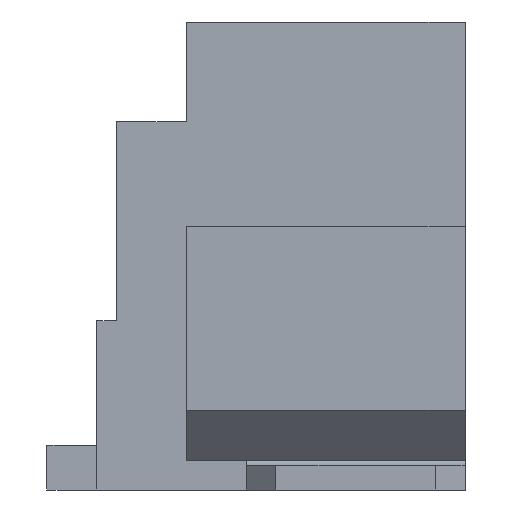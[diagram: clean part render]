
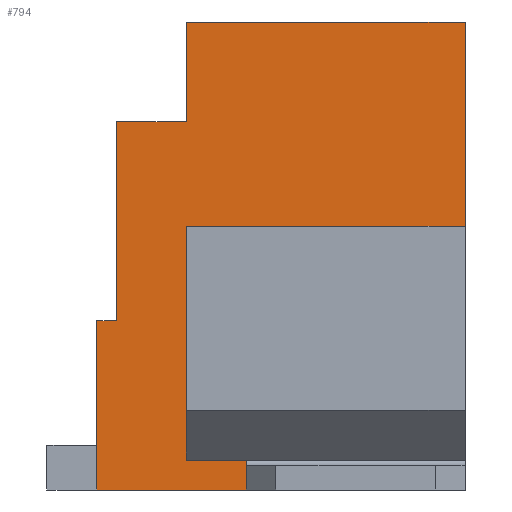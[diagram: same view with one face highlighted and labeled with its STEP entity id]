
A CAD part, left-side view. The second image highlights one B-rep face of the part: STEP entity #794.
In plain terms, the highlighted planar face has unit normal (-1, 0, 0).
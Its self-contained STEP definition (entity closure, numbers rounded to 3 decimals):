
#32 = VERTEX_POINT('',#33);
#33 = CARTESIAN_POINT('',(-5.25,0.2,4.7));
#39 = EDGE_CURVE('',#32,#40,#42,.T.);
#40 = VERTEX_POINT('',#41);
#41 = CARTESIAN_POINT('',(-5.25,-2.6,4.7));
#42 = LINE('',#43,#44);
#43 = CARTESIAN_POINT('',(-5.25,1.1,4.7));
#44 = VECTOR('',#45,1.);
#45 = DIRECTION('',(0.,-1.,0.));
#183 = VERTEX_POINT('',#184);
#184 = CARTESIAN_POINT('',(-5.25,-2.6,0.35));
#190 = EDGE_CURVE('',#183,#191,#193,.T.);
#191 = VERTEX_POINT('',#192);
#192 = CARTESIAN_POINT('',(-5.25,-2.6,0.));
#193 = LINE('',#194,#195);
#194 = CARTESIAN_POINT('',(-5.25,-2.6,1.6));
#195 = VECTOR('',#196,1.);
#196 = DIRECTION('',(0.,0.,-1.));
#703 = EDGE_CURVE('',#704,#40,#706,.T.);
#704 = VERTEX_POINT('',#705);
#705 = CARTESIAN_POINT('',(-5.25,-2.6,2.65));
#706 = LINE('',#707,#708);
#707 = CARTESIAN_POINT('',(-5.25,-2.6,0.));
#708 = VECTOR('',#709,1.);
#709 = DIRECTION('',(0.,0.,1.));
#794 = ADVANCED_FACE('',(#795),#884,.T.);
#795 = FACE_BOUND('',#796,.T.);
#796 = EDGE_LOOP('',(#797,#807,#813,#814,#822,#830,#838,#846,#852,#853,
#854,#862,#870,#878));
#797 = ORIENTED_EDGE('',*,*,#798,.F.);
#798 = EDGE_CURVE('',#799,#801,#803,.T.);
#799 = VERTEX_POINT('',#800);
#800 = CARTESIAN_POINT('',(-5.25,1.1,0.));
#801 = VERTEX_POINT('',#802);
#802 = CARTESIAN_POINT('',(-5.25,1.1,1.7));
#803 = LINE('',#804,#805);
#804 = CARTESIAN_POINT('',(-5.25,1.1,0.));
#805 = VECTOR('',#806,1.);
#806 = DIRECTION('',(0.,0.,1.));
#807 = ORIENTED_EDGE('',*,*,#808,.T.);
#808 = EDGE_CURVE('',#799,#191,#809,.T.);
#809 = LINE('',#810,#811);
#810 = CARTESIAN_POINT('',(-5.25,1.1,0.));
#811 = VECTOR('',#812,1.);
#812 = DIRECTION('',(0.,-1.,0.));
#813 = ORIENTED_EDGE('',*,*,#190,.F.);
#814 = ORIENTED_EDGE('',*,*,#815,.F.);
#815 = EDGE_CURVE('',#816,#183,#818,.T.);
#816 = VERTEX_POINT('',#817);
#817 = CARTESIAN_POINT('',(-5.25,-0.4,0.35));
#818 = LINE('',#819,#820);
#819 = CARTESIAN_POINT('',(-5.25,-0.4,0.35));
#820 = VECTOR('',#821,1.);
#821 = DIRECTION('',(0.,-1.,0.));
#822 = ORIENTED_EDGE('',*,*,#823,.T.);
#823 = EDGE_CURVE('',#816,#824,#826,.T.);
#824 = VERTEX_POINT('',#825);
#825 = CARTESIAN_POINT('',(-5.25,-0.4,0.3));
#826 = LINE('',#827,#828);
#827 = CARTESIAN_POINT('',(-5.25,-0.4,1.6));
#828 = VECTOR('',#829,1.);
#829 = DIRECTION('',(0.,0.,-1.));
#830 = ORIENTED_EDGE('',*,*,#831,.T.);
#831 = EDGE_CURVE('',#824,#832,#834,.T.);
#832 = VERTEX_POINT('',#833);
#833 = CARTESIAN_POINT('',(-5.25,0.2,0.3));
#834 = LINE('',#835,#836);
#835 = CARTESIAN_POINT('',(-5.25,-2.6,0.3));
#836 = VECTOR('',#837,1.);
#837 = DIRECTION('',(0.,1.,0.));
#838 = ORIENTED_EDGE('',*,*,#839,.F.);
#839 = EDGE_CURVE('',#840,#832,#842,.T.);
#840 = VERTEX_POINT('',#841);
#841 = CARTESIAN_POINT('',(-5.25,0.2,2.65));
#842 = LINE('',#843,#844);
#843 = CARTESIAN_POINT('',(-5.25,0.2,2.65));
#844 = VECTOR('',#845,1.);
#845 = DIRECTION('',(0.,0.,-1.));
#846 = ORIENTED_EDGE('',*,*,#847,.F.);
#847 = EDGE_CURVE('',#704,#840,#848,.T.);
#848 = LINE('',#849,#850);
#849 = CARTESIAN_POINT('',(-5.25,-2.6,2.65));
#850 = VECTOR('',#851,1.);
#851 = DIRECTION('',(0.,1.,0.));
#852 = ORIENTED_EDGE('',*,*,#703,.T.);
#853 = ORIENTED_EDGE('',*,*,#39,.F.);
#854 = ORIENTED_EDGE('',*,*,#855,.T.);
#855 = EDGE_CURVE('',#32,#856,#858,.T.);
#856 = VERTEX_POINT('',#857);
#857 = CARTESIAN_POINT('',(-5.25,0.2,3.7));
#858 = LINE('',#859,#860);
#859 = CARTESIAN_POINT('',(-5.25,0.2,4.7));
#860 = VECTOR('',#861,1.);
#861 = DIRECTION('',(-0.,-0.,-1.));
#862 = ORIENTED_EDGE('',*,*,#863,.F.);
#863 = EDGE_CURVE('',#864,#856,#866,.T.);
#864 = VERTEX_POINT('',#865);
#865 = CARTESIAN_POINT('',(-5.25,0.9,3.7));
#866 = LINE('',#867,#868);
#867 = CARTESIAN_POINT('',(-5.25,0.9,3.7));
#868 = VECTOR('',#869,1.);
#869 = DIRECTION('',(0.,-1.,0.));
#870 = ORIENTED_EDGE('',*,*,#871,.T.);
#871 = EDGE_CURVE('',#864,#872,#874,.T.);
#872 = VERTEX_POINT('',#873);
#873 = CARTESIAN_POINT('',(-5.25,0.9,1.7));
#874 = LINE('',#875,#876);
#875 = CARTESIAN_POINT('',(-5.25,0.9,4.7));
#876 = VECTOR('',#877,1.);
#877 = DIRECTION('',(-0.,-0.,-1.));
#878 = ORIENTED_EDGE('',*,*,#879,.F.);
#879 = EDGE_CURVE('',#801,#872,#880,.T.);
#880 = LINE('',#881,#882);
#881 = CARTESIAN_POINT('',(-5.25,1.1,1.7));
#882 = VECTOR('',#883,1.);
#883 = DIRECTION('',(0.,-1.,0.));
#884 = PLANE('',#885);
#885 = AXIS2_PLACEMENT_3D('',#886,#887,#888);
#886 = CARTESIAN_POINT('',(-5.25,-0.718,2.071));
#887 = DIRECTION('',(-1.,0.,0.));
#888 = DIRECTION('',(0.,0.,-1.));
